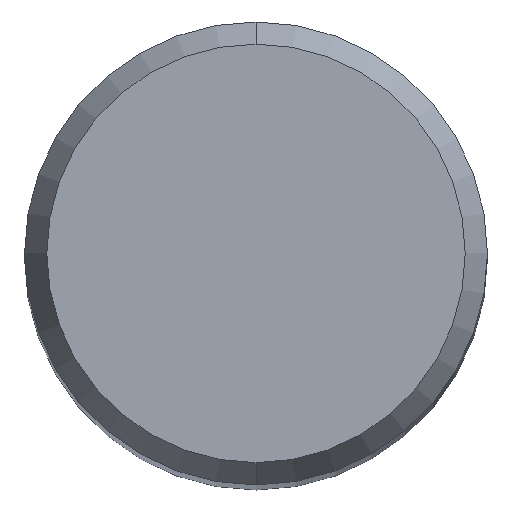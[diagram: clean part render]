
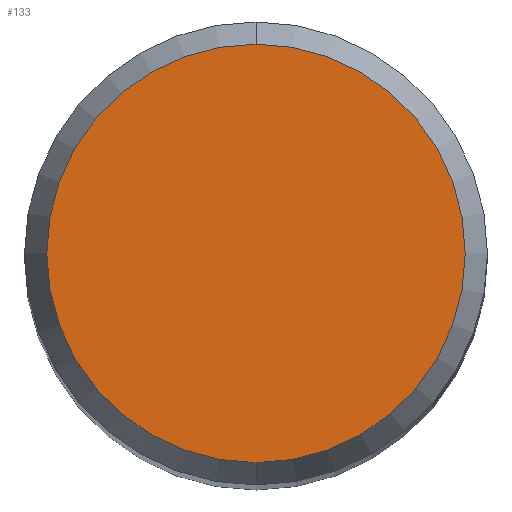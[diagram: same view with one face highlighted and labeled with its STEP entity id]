
A CAD part, top view. The second image highlights one B-rep face of the part: STEP entity #133.
In plain terms, the highlighted planar face has unit normal (0, 0, 1).
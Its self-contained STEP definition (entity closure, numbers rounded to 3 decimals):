
#115=VERTEX_POINT('',#269);
#119=EDGE_CURVE('',#185,#115,#273,.T.);
#133=ADVANCED_FACE('',(#289),#290,.T.);
#161=EDGE_CURVE('',#115,#185,#321,.T.);
#185=VERTEX_POINT('',#348);
#269=CARTESIAN_POINT('',(0.,-2.158,0.));
#273=CIRCLE('',#440,2.158);
#289=FACE_OUTER_BOUND('',#460,.T.);
#290=PLANE('',#461);
#321=CIRCLE('',#504,2.158);
#348=CARTESIAN_POINT('',(0.0,2.158,0.));
#440=AXIS2_PLACEMENT_3D('',#632,#633,#634);
#460=EDGE_LOOP('',(#654,#655));
#461=AXIS2_PLACEMENT_3D('',#656,#657,#658);
#504=AXIS2_PLACEMENT_3D('',#693,#694,#695);
#632=CARTESIAN_POINT('',(0.0,0.0,0.));
#633=DIRECTION('',(0.0,0.0,-1.0));
#634=DIRECTION('',(0.0,1.0,0.0));
#654=ORIENTED_EDGE('',*,*,#119,.F.);
#655=ORIENTED_EDGE('',*,*,#161,.F.);
#656=CARTESIAN_POINT('',(0.0,1.079,0.));
#657=DIRECTION('',(-0.0,0.0,1.0));
#658=DIRECTION('',(0.0,-1.0,0.0));
#693=CARTESIAN_POINT('',(0.0,0.0,0.));
#694=DIRECTION('',(0.0,0.0,-1.0));
#695=DIRECTION('',(0.0,1.0,0.0));
